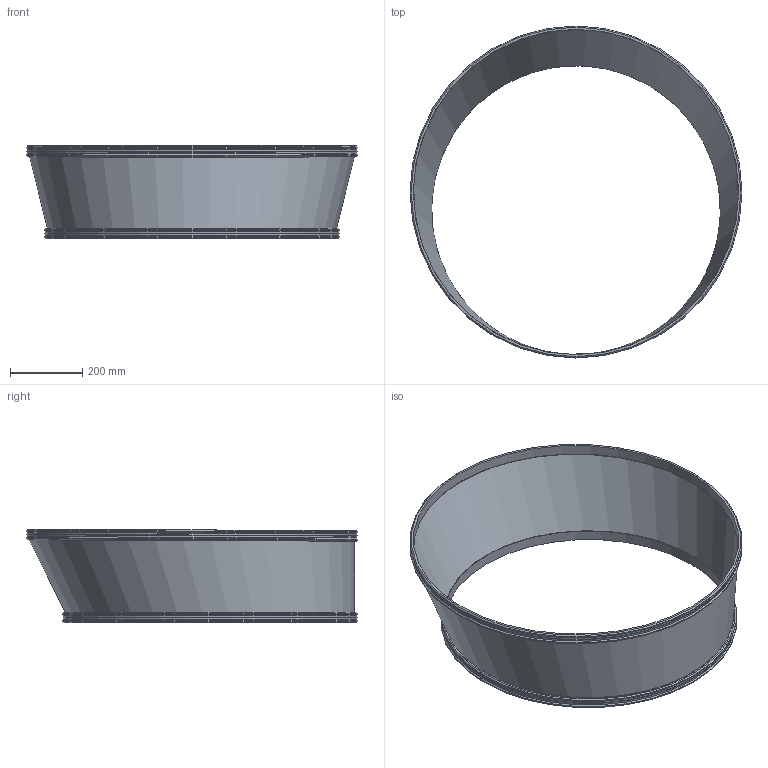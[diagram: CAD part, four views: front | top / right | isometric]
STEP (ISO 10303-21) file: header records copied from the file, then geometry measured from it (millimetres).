
FILE_DESCRIPTION(/* description */ (''),/* implementation_level */ '2;1');
FILE_NAME(/* name */ '47240 BFM Tapered Offset Connector 040E 900mm Dia x 800mm Dia x 200mm L v3.step',/* time_stamp */ '2023-01-13T15:13:02+13:00',/* author */ (''),/* organization */ (''),/* preprocessor_version */ 'ST-DEVELOPER v19.2',/* originating_system */ 'Autodesk Translation Framework v11.17.0.187',/* authorisation */ '');
FILE_SCHEMA (('AUTOMOTIVE_DESIGN { 1 0 10303 214 3 1 1 }'));
Length unit declared in the file: millimetre
Products named in the file (1): 47240 BFM Tapered Offset Connector 040E 900mm Dia x 800mm Dia x 200mm
 L
Bounding box: 918.6 x 918.6 x 258.8 mm (x, y, z)
Volume: 1619813.9 mm3; surface area: 1538372.5 mm2
Topology: 3 solids, 3 shells, 33 faces, 61 edges, 33 vertices
Faces by surface type: cone 21, plane 5, cylinder 5, bspline 2
Full cylindrical faces by diameter (mm): 800 x1, 811.8 x2, 818.4 x2
Entity records: 871 total; most frequent: CARTESIAN_POINT 164, DIRECTION 156, ORIENTED_EDGE 122, AXIS2_PLACEMENT_3D 65, EDGE_CURVE 61, EDGE_LOOP 38, FACE_OUTER_BOUND 33, CIRCLE 33
